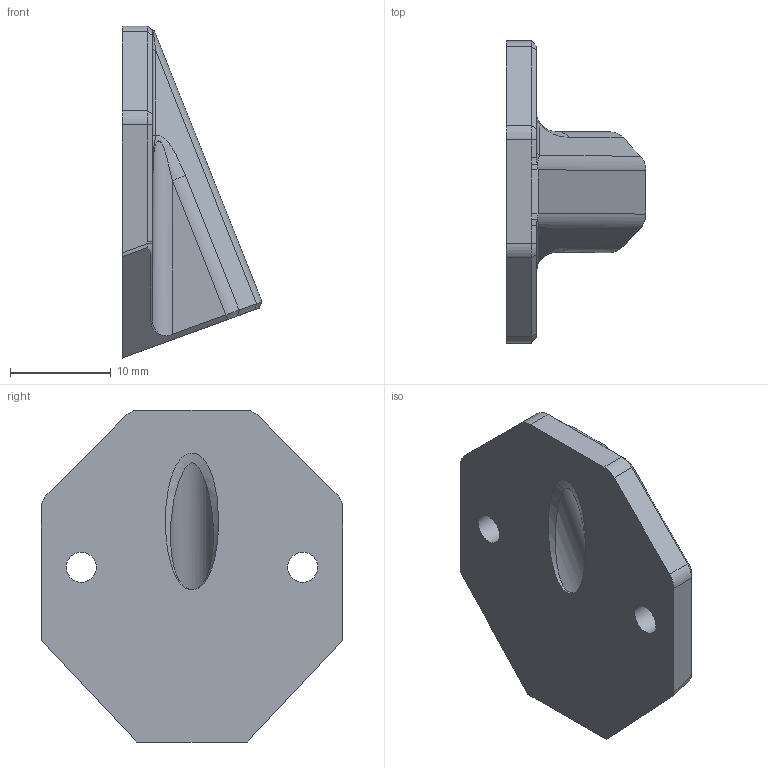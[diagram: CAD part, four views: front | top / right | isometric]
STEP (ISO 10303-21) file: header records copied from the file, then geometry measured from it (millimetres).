
FILE_DESCRIPTION(/* description */ (''),/* implementation_level */ '2;1');
FILE_NAME(/* name */ '02_25__XP__PTFE_Holder_Exterior___V1.0.step',/* time_stamp */ '2025-04-03T11:31:36+02:00',/* author */ (''),/* organization */ (''),/* preprocessor_version */ 'ST-DEVELOPER v20.1',/* originating_system */ 'Autodesk Translation Framework v14.4.0.0',/* authorisation */ '');
FILE_SCHEMA (('AUTOMOTIVE_DESIGN { 1 0 10303 214 3 1 1 }'));
Length unit declared in the file: millimetre
Products named in the file (1): 02_25__XP__PTFE_Holder_Exterior___V1.0
Bounding box: 13.91 x 30 x 33 mm (x, y, z)
Volume: 3893.1 mm3; surface area: 2427.2 mm2
Topology: 1 solids, 1 shells, 87 faces, 220 edges, 134 vertices
Faces by surface type: bspline 33, plane 29, cylinder 18, cone 5, torus 2
Full cylindrical faces by diameter (mm): 2.8 x1, 3 x2, 4.3 x1
Entity records: 3284 total; most frequent: CARTESIAN_POINT 1352, ORIENTED_EDGE 436, DIRECTION 310, EDGE_CURVE 218, VERTEX_POINT 134, LINE 110, VECTOR 110, AXIS2_PLACEMENT_3D 100
